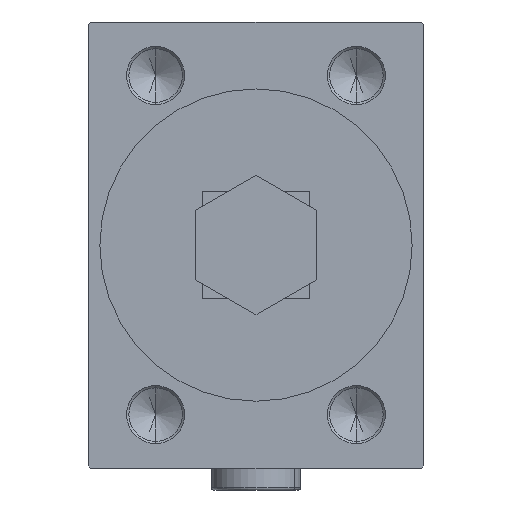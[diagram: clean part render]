
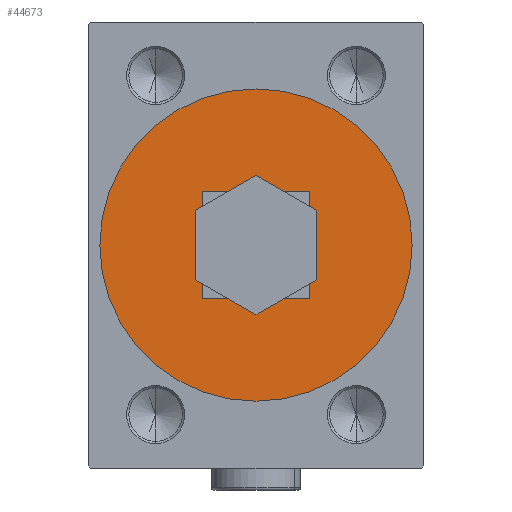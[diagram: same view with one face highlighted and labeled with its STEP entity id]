
A CAD part, left-side view. The second image highlights one B-rep face of the part: STEP entity #44673.
In plain terms, the highlighted face is planar.
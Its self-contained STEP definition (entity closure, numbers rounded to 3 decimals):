
#779 = EDGE_CURVE ( 'NONE', #25801, #42963, #1329, .T. ) ;
#1329 = LINE ( 'NONE', #46122, #23628 ) ;
#1549 = CARTESIAN_POINT ( 'NONE',  ( 28., 0., 0. ) ) ;
#1611 = EDGE_CURVE ( 'NONE', #36646, #35964, #43187, .T. ) ;
#1761 = AXIS2_PLACEMENT_3D ( 'NONE', #13769, #43627, #25023 ) ;
#2397 = VECTOR ( 'NONE', #15106, 1000. ) ;
#3794 = ORIENTED_EDGE ( 'NONE', *, *, #779, .F. ) ;
#5003 = DIRECTION ( 'NONE',  ( 0., 1., 0. ) ) ;
#5180 = CARTESIAN_POINT ( 'NONE',  ( 28., -12., 12. ) ) ;
#5903 = CARTESIAN_POINT ( 'NONE',  ( 28., 12., 12. ) ) ;
#5964 = CIRCLE ( 'NONE', #26289, 35. ) ;
#6504 = DIRECTION ( 'NONE',  ( 1., 0., 0. ) ) ;
#6783 = LINE ( 'NONE', #21725, #2397 ) ;
#9831 = LINE ( 'NONE', #5180, #38917 ) ;
#11122 = ORIENTED_EDGE ( 'NONE', *, *, #1611, .T. ) ;
#13177 = ORIENTED_EDGE ( 'NONE', *, *, #40913, .F. ) ;
#13528 = FACE_BOUND ( 'NONE', #34457, .T. ) ;
#13552 = EDGE_CURVE ( 'NONE', #35964, #36646, #5964, .T. ) ;
#13769 = CARTESIAN_POINT ( 'NONE',  ( 28., 0., 0. ) ) ;
#14101 = CARTESIAN_POINT ( 'NONE',  ( 28., 0., 0. ) ) ;
#15106 = DIRECTION ( 'NONE',  ( 0., 0., 1. ) ) ;
#16866 = CARTESIAN_POINT ( 'NONE',  ( 28., 12., 12. ) ) ;
#18958 = CARTESIAN_POINT ( 'NONE',  ( 28., 0., 35. ) ) ;
#19626 = VECTOR ( 'NONE', #35221, 1000. ) ;
#21015 = LINE ( 'NONE', #16866, #19626 ) ;
#21725 = CARTESIAN_POINT ( 'NONE',  ( 28., 12., 12. ) ) ;
#22314 = ORIENTED_EDGE ( 'NONE', *, *, #29165, .F. ) ;
#22871 = CARTESIAN_POINT ( 'NONE',  ( 28., 12., -12. ) ) ;
#23628 = VECTOR ( 'NONE', #5003, 1000. ) ;
#23853 = ORIENTED_EDGE ( 'NONE', *, *, #37043, .F. ) ;
#24790 = DIRECTION ( 'NONE',  ( 1., 0., 0. ) ) ;
#25023 = DIRECTION ( 'NONE',  ( 0., 0., -1. ) ) ;
#25801 = VERTEX_POINT ( 'NONE', #28670 ) ;
#26289 = AXIS2_PLACEMENT_3D ( 'NONE', #1549, #24790, #39726 ) ;
#28374 = VERTEX_POINT ( 'NONE', #47756 ) ;
#28459 = FACE_OUTER_BOUND ( 'NONE', #41969, .T. ) ;
#28670 = CARTESIAN_POINT ( 'NONE',  ( 28., -12., -12. ) ) ;
#29139 = VERTEX_POINT ( 'NONE', #5903 ) ;
#29165 = EDGE_CURVE ( 'NONE', #28374, #25801, #9831, .T. ) ;
#32939 = DIRECTION ( 'NONE',  ( 0., 0., -1. ) ) ;
#34457 = EDGE_LOOP ( 'NONE', ( #3794, #22314, #13177, #23853 ) ) ;
#35041 = DIRECTION ( 'NONE',  ( 0., 0., -1. ) ) ;
#35221 = DIRECTION ( 'NONE',  ( 0., -1., 0. ) ) ;
#35964 = VERTEX_POINT ( 'NONE', #48270 ) ;
#36646 = VERTEX_POINT ( 'NONE', #18958 ) ;
#36967 = ORIENTED_EDGE ( 'NONE', *, *, #13552, .T. ) ;
#37043 = EDGE_CURVE ( 'NONE', #42963, #29139, #6783, .T. ) ;
#38515 = AXIS2_PLACEMENT_3D ( 'NONE', #14101, #6504, #32939 ) ;
#38917 = VECTOR ( 'NONE', #35041, 1000. ) ;
#39726 = DIRECTION ( 'NONE',  ( 0., 0., -1. ) ) ;
#40913 = EDGE_CURVE ( 'NONE', #29139, #28374, #21015, .T. ) ;
#41969 = EDGE_LOOP ( 'NONE', ( #11122, #36967 ) ) ;
#42963 = VERTEX_POINT ( 'NONE', #22871 ) ;
#43187 = CIRCLE ( 'NONE', #38515, 35. ) ;
#43627 = DIRECTION ( 'NONE',  ( 1., 0., 0. ) ) ;
#44673 = ADVANCED_FACE ( 'NONE', ( #13528, #28459 ), #47315, .T. ) ;
#46122 = CARTESIAN_POINT ( 'NONE',  ( 28., 12., -12. ) ) ;
#47315 = PLANE ( 'NONE',  #1761 ) ;
#47756 = CARTESIAN_POINT ( 'NONE',  ( 28., -12., 12. ) ) ;
#48270 = CARTESIAN_POINT ( 'NONE',  ( 28., 0., -35. ) ) ;
